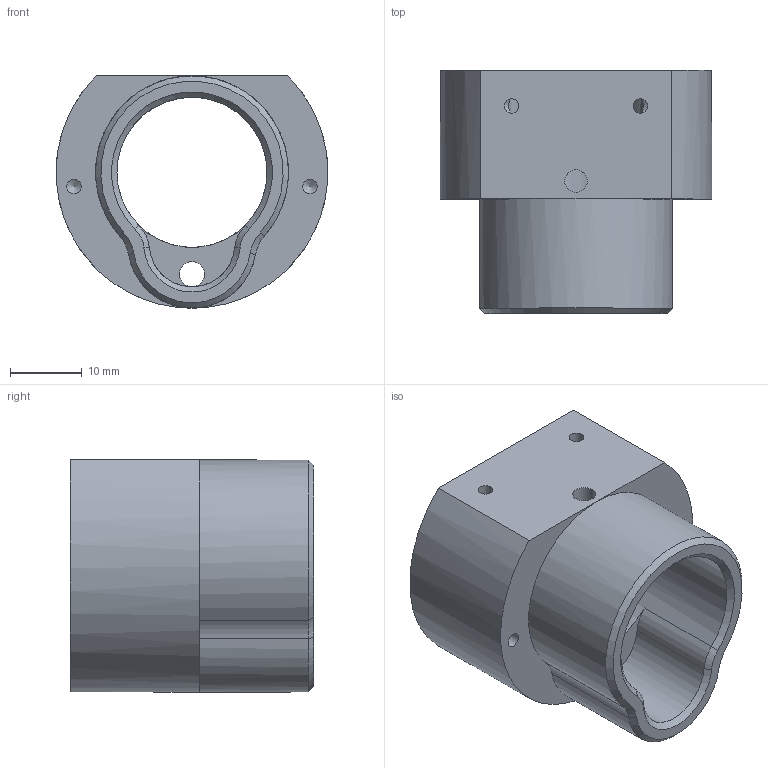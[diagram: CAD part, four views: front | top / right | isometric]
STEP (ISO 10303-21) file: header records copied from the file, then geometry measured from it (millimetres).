
FILE_DESCRIPTION(/* description */ (''),/* implementation_level */ '2;1');
FILE_NAME(/* name */ 'haptic_body v68.step',/* time_stamp */ '2024-06-04T13:54:01-04:00',/* author */ (''),/* organization */ (''),/* preprocessor_version */ 'ST-DEVELOPER v20',/* originating_system */ 'Autodesk Translation Framework v13.14.0.145',/* authorisation */ '');
FILE_SCHEMA (('AUTOMOTIVE_DESIGN { 1 0 10303 214 3 1 1 }'));
Length unit declared in the file: millimetre
Products named in the file (2): haptic_body; body
Assembly tree (1 placements, depth 2):
  haptic_body
    body
Bounding box: 37.96 x 34 x 32.5 mm (x, y, z)
Volume: 16091.7 mm3; surface area: 7693.6 mm2
Topology: 1 solids, 1 shells, 39 faces, 99 edges, 61 vertices
Faces by surface type: cylinder 18, cone 15, plane 6
Full cylindrical faces by diameter (mm): 2.042 x6, 3.175 x1, 3.5 x1, 4.064 x1, 21 x1
Entity records: 1336 total; most frequent: CARTESIAN_POINT 310, DIRECTION 224, ORIENTED_EDGE 190, EDGE_CURVE 95, AXIS2_PLACEMENT_3D 94, VERTEX_POINT 61, EDGE_LOOP 52, CIRCLE 52
